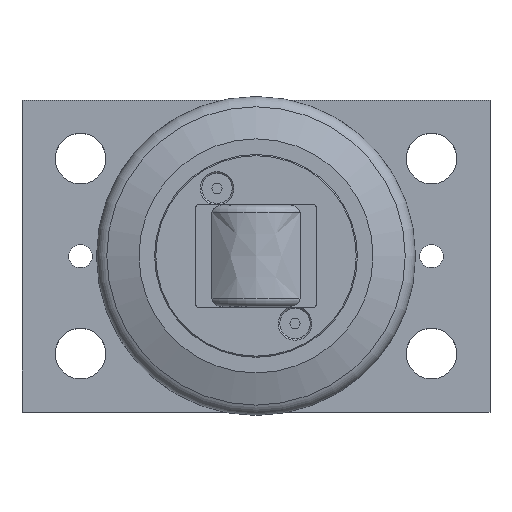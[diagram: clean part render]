
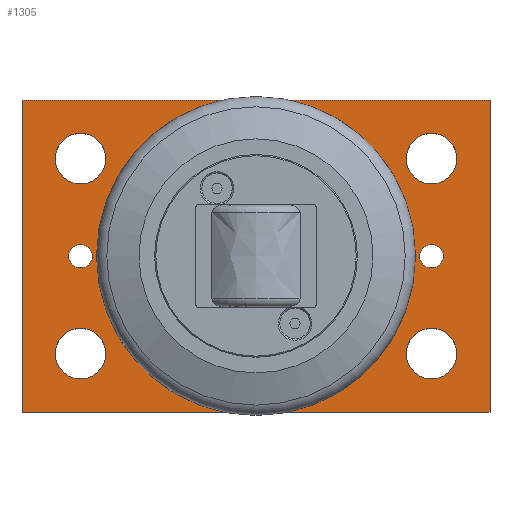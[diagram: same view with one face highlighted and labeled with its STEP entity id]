
A CAD part, top view. The second image highlights one B-rep face of the part: STEP entity #1305.
In plain terms, the highlighted planar face has unit normal (0, 0, 1).
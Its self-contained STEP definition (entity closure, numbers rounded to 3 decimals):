
#62=FACE_BOUND('',#286,.T.);
#63=FACE_BOUND('',#287,.T.);
#64=FACE_BOUND('',#288,.T.);
#65=FACE_BOUND('',#289,.T.);
#66=FACE_BOUND('',#290,.T.);
#67=FACE_BOUND('',#291,.T.);
#68=FACE_BOUND('',#292,.T.);
#69=FACE_BOUND('',#293,.T.);
#70=FACE_BOUND('',#294,.T.);
#71=FACE_BOUND('',#295,.T.);
#72=FACE_BOUND('',#296,.T.);
#124=CIRCLE('',#1432,26.5);
#125=CIRCLE('',#1433,5.053);
#126=CIRCLE('',#1434,5.053);
#127=CIRCLE('',#1435,5.053);
#128=CIRCLE('',#1436,5.053);
#129=CIRCLE('',#1437,5.053);
#130=CIRCLE('',#1438,5.053);
#131=CIRCLE('',#1439,5.053);
#132=CIRCLE('',#1440,5.053);
#133=CIRCLE('',#1441,6.5);
#134=CIRCLE('',#1442,6.5);
#135=CIRCLE('',#1443,6.5);
#136=CIRCLE('',#1444,6.5);
#137=CIRCLE('',#1445,3.);
#138=CIRCLE('',#1446,3.);
#211=FACE_OUTER_BOUND('',#285,.T.);
#285=EDGE_LOOP('',(#1079,#1080,#1081,#1082));
#286=EDGE_LOOP('',(#1083));
#287=EDGE_LOOP('',(#1084,#1085));
#288=EDGE_LOOP('',(#1086,#1087));
#289=EDGE_LOOP('',(#1088,#1089));
#290=EDGE_LOOP('',(#1090,#1091));
#291=EDGE_LOOP('',(#1092));
#292=EDGE_LOOP('',(#1093));
#293=EDGE_LOOP('',(#1094));
#294=EDGE_LOOP('',(#1095));
#295=EDGE_LOOP('',(#1096));
#296=EDGE_LOOP('',(#1097));
#409=LINE('',#2210,#507);
#410=LINE('',#2212,#508);
#411=LINE('',#2214,#509);
#412=LINE('',#2215,#510);
#507=VECTOR('',#1735,10.);
#508=VECTOR('',#1736,10.);
#509=VECTOR('',#1737,10.);
#510=VECTOR('',#1738,10.);
#613=VERTEX_POINT('',#2208);
#614=VERTEX_POINT('',#2209);
#615=VERTEX_POINT('',#2211);
#616=VERTEX_POINT('',#2213);
#617=VERTEX_POINT('',#2216);
#618=VERTEX_POINT('',#2218);
#619=VERTEX_POINT('',#2219);
#620=VERTEX_POINT('',#2222);
#621=VERTEX_POINT('',#2223);
#622=VERTEX_POINT('',#2226);
#623=VERTEX_POINT('',#2227);
#624=VERTEX_POINT('',#2230);
#625=VERTEX_POINT('',#2231);
#626=VERTEX_POINT('',#2234);
#627=VERTEX_POINT('',#2236);
#628=VERTEX_POINT('',#2238);
#629=VERTEX_POINT('',#2240);
#630=VERTEX_POINT('',#2242);
#631=VERTEX_POINT('',#2244);
#780=EDGE_CURVE('',#613,#614,#409,.T.);
#781=EDGE_CURVE('',#615,#613,#410,.T.);
#782=EDGE_CURVE('',#616,#615,#411,.T.);
#783=EDGE_CURVE('',#614,#616,#412,.T.);
#784=EDGE_CURVE('',#617,#617,#124,.T.);
#785=EDGE_CURVE('',#618,#619,#125,.T.);
#786=EDGE_CURVE('',#619,#618,#126,.T.);
#787=EDGE_CURVE('',#620,#621,#127,.T.);
#788=EDGE_CURVE('',#621,#620,#128,.T.);
#789=EDGE_CURVE('',#622,#623,#129,.T.);
#790=EDGE_CURVE('',#623,#622,#130,.T.);
#791=EDGE_CURVE('',#624,#625,#131,.T.);
#792=EDGE_CURVE('',#625,#624,#132,.T.);
#793=EDGE_CURVE('',#626,#626,#133,.T.);
#794=EDGE_CURVE('',#627,#627,#134,.T.);
#795=EDGE_CURVE('',#628,#628,#135,.T.);
#796=EDGE_CURVE('',#629,#629,#136,.T.);
#797=EDGE_CURVE('',#630,#630,#137,.T.);
#798=EDGE_CURVE('',#631,#631,#138,.T.);
#1079=ORIENTED_EDGE('',*,*,#780,.F.);
#1080=ORIENTED_EDGE('',*,*,#781,.F.);
#1081=ORIENTED_EDGE('',*,*,#782,.F.);
#1082=ORIENTED_EDGE('',*,*,#783,.F.);
#1083=ORIENTED_EDGE('',*,*,#784,.T.);
#1084=ORIENTED_EDGE('',*,*,#785,.T.);
#1085=ORIENTED_EDGE('',*,*,#786,.T.);
#1086=ORIENTED_EDGE('',*,*,#787,.T.);
#1087=ORIENTED_EDGE('',*,*,#788,.T.);
#1088=ORIENTED_EDGE('',*,*,#789,.T.);
#1089=ORIENTED_EDGE('',*,*,#790,.T.);
#1090=ORIENTED_EDGE('',*,*,#791,.T.);
#1091=ORIENTED_EDGE('',*,*,#792,.T.);
#1092=ORIENTED_EDGE('',*,*,#793,.T.);
#1093=ORIENTED_EDGE('',*,*,#794,.T.);
#1094=ORIENTED_EDGE('',*,*,#795,.T.);
#1095=ORIENTED_EDGE('',*,*,#796,.T.);
#1096=ORIENTED_EDGE('',*,*,#797,.T.);
#1097=ORIENTED_EDGE('',*,*,#798,.T.);
#1252=PLANE('',#1431);
#1305=ADVANCED_FACE('',(#211,#62,#63,#64,#65,#66,#67,#68,#69,#70,#71,#72),
#1252,.T.);
#1431=AXIS2_PLACEMENT_3D('',#2207,#1733,#1734);
#1432=AXIS2_PLACEMENT_3D('',#2217,#1739,#1740);
#1433=AXIS2_PLACEMENT_3D('',#2220,#1741,#1742);
#1434=AXIS2_PLACEMENT_3D('',#2221,#1743,#1744);
#1435=AXIS2_PLACEMENT_3D('',#2224,#1745,#1746);
#1436=AXIS2_PLACEMENT_3D('',#2225,#1747,#1748);
#1437=AXIS2_PLACEMENT_3D('',#2228,#1749,#1750);
#1438=AXIS2_PLACEMENT_3D('',#2229,#1751,#1752);
#1439=AXIS2_PLACEMENT_3D('',#2232,#1753,#1754);
#1440=AXIS2_PLACEMENT_3D('',#2233,#1755,#1756);
#1441=AXIS2_PLACEMENT_3D('',#2235,#1757,#1758);
#1442=AXIS2_PLACEMENT_3D('',#2237,#1759,#1760);
#1443=AXIS2_PLACEMENT_3D('',#2239,#1761,#1762);
#1444=AXIS2_PLACEMENT_3D('',#2241,#1763,#1764);
#1445=AXIS2_PLACEMENT_3D('',#2243,#1765,#1766);
#1446=AXIS2_PLACEMENT_3D('',#2245,#1767,#1768);
#1733=DIRECTION('center_axis',(0.,0.,1.));
#1734=DIRECTION('ref_axis',(1.,0.,0.));
#1735=DIRECTION('',(0.,1.,0.));
#1736=DIRECTION('',(-1.,0.,0.));
#1737=DIRECTION('',(0.,-1.,0.));
#1738=DIRECTION('',(1.,0.,0.));
#1739=DIRECTION('center_axis',(0.,0.,-1.));
#1740=DIRECTION('ref_axis',(0.,-1.,0.));
#1741=DIRECTION('center_axis',(0.,0.,-1.));
#1742=DIRECTION('ref_axis',(1.,0.,0.));
#1743=DIRECTION('center_axis',(0.,0.,-1.));
#1744=DIRECTION('ref_axis',(1.,0.,0.));
#1745=DIRECTION('center_axis',(0.,0.,-1.));
#1746=DIRECTION('ref_axis',(1.,0.,0.));
#1747=DIRECTION('center_axis',(0.,0.,-1.));
#1748=DIRECTION('ref_axis',(1.,0.,0.));
#1749=DIRECTION('center_axis',(0.,0.,-1.));
#1750=DIRECTION('ref_axis',(1.,0.,0.));
#1751=DIRECTION('center_axis',(0.,0.,-1.));
#1752=DIRECTION('ref_axis',(1.,0.,0.));
#1753=DIRECTION('center_axis',(0.,0.,-1.));
#1754=DIRECTION('ref_axis',(1.,0.,0.));
#1755=DIRECTION('center_axis',(0.,0.,-1.));
#1756=DIRECTION('ref_axis',(1.,0.,0.));
#1757=DIRECTION('center_axis',(0.,0.,-1.));
#1758=DIRECTION('ref_axis',(-1.,0.,0.));
#1759=DIRECTION('center_axis',(0.,0.,-1.));
#1760=DIRECTION('ref_axis',(-1.,0.,0.));
#1761=DIRECTION('center_axis',(0.,0.,-1.));
#1762=DIRECTION('ref_axis',(-1.,0.,0.));
#1763=DIRECTION('center_axis',(0.,0.,-1.));
#1764=DIRECTION('ref_axis',(-1.,0.,0.));
#1765=DIRECTION('center_axis',(0.,0.,-1.));
#1766=DIRECTION('ref_axis',(-1.,0.,0.));
#1767=DIRECTION('center_axis',(0.,0.,-1.));
#1768=DIRECTION('ref_axis',(-1.,0.,0.));
#2207=CARTESIAN_POINT('Origin',(60.,40.,15.));
#2208=CARTESIAN_POINT('',(0.,0.,15.));
#2209=CARTESIAN_POINT('',(0.,80.,15.));
#2210=CARTESIAN_POINT('',(0.,80.,15.));
#2211=CARTESIAN_POINT('',(120.,0.,15.));
#2212=CARTESIAN_POINT('',(0.,0.,15.));
#2213=CARTESIAN_POINT('',(120.,80.,15.));
#2214=CARTESIAN_POINT('',(120.,0.,15.));
#2215=CARTESIAN_POINT('',(120.,80.,15.));
#2216=CARTESIAN_POINT('',(60.,66.5,15.));
#2217=CARTESIAN_POINT('Origin',(60.,40.,15.));
#2218=CARTESIAN_POINT('',(40.053,15.,15.));
#2219=CARTESIAN_POINT('',(29.947,15.,15.));
#2220=CARTESIAN_POINT('Origin',(35.,15.,15.));
#2221=CARTESIAN_POINT('Origin',(35.,15.,15.));
#2222=CARTESIAN_POINT('',(90.053,15.,15.));
#2223=CARTESIAN_POINT('',(79.947,15.,15.));
#2224=CARTESIAN_POINT('Origin',(85.,15.,15.));
#2225=CARTESIAN_POINT('Origin',(85.,15.,15.));
#2226=CARTESIAN_POINT('',(90.053,65.,15.));
#2227=CARTESIAN_POINT('',(79.947,65.,15.));
#2228=CARTESIAN_POINT('Origin',(85.,65.,15.));
#2229=CARTESIAN_POINT('Origin',(85.,65.,15.));
#2230=CARTESIAN_POINT('',(40.053,65.,15.));
#2231=CARTESIAN_POINT('',(29.947,65.,15.));
#2232=CARTESIAN_POINT('Origin',(35.,65.,15.));
#2233=CARTESIAN_POINT('Origin',(35.,65.,15.));
#2234=CARTESIAN_POINT('',(21.5,15.,15.));
#2235=CARTESIAN_POINT('Origin',(15.,15.,15.));
#2236=CARTESIAN_POINT('',(21.5,65.,15.));
#2237=CARTESIAN_POINT('Origin',(15.,65.,15.));
#2238=CARTESIAN_POINT('',(111.5,15.,15.));
#2239=CARTESIAN_POINT('Origin',(105.,15.,15.));
#2240=CARTESIAN_POINT('',(111.5,65.,15.));
#2241=CARTESIAN_POINT('Origin',(105.,65.,15.));
#2242=CARTESIAN_POINT('',(108.,40.,15.));
#2243=CARTESIAN_POINT('Origin',(105.,40.,15.));
#2244=CARTESIAN_POINT('',(18.,40.,15.));
#2245=CARTESIAN_POINT('Origin',(15.,40.,15.));
